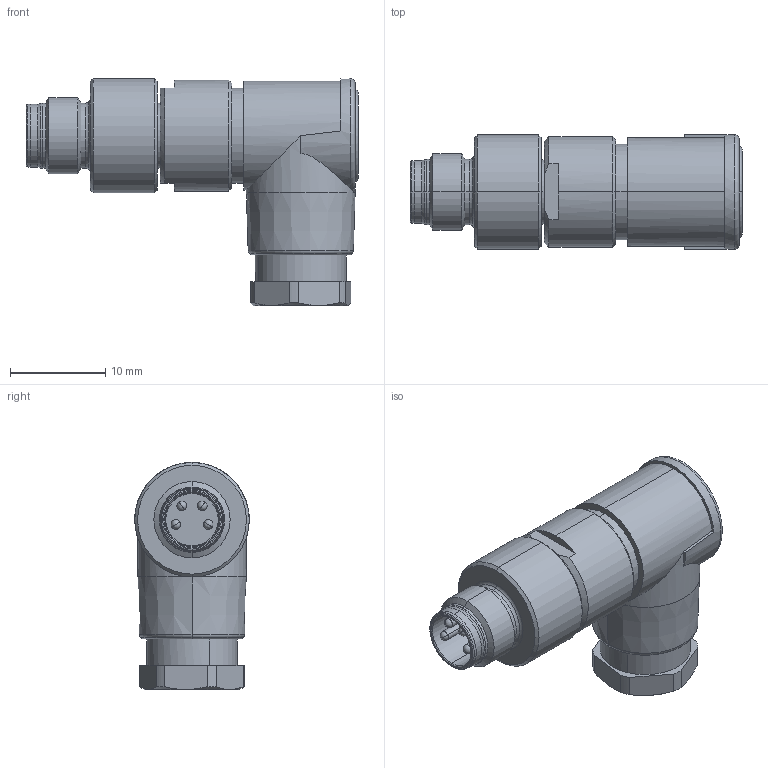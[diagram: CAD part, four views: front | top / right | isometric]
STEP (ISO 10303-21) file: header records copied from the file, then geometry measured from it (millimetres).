
FILE_DESCRIPTION((''),'2;1');
FILE_NAME('DM_CAD-2049','2014-12-03T',('Creinig-se'),(''),'PRO/ENGINEER BY PARAMETRIC TECHNOLOGY CORPORATION, 2013050','PRO/ENGINEER BY PARAMETRIC TECHNOLOGY CORPORATION, 2013050','');
FILE_SCHEMA(('CONFIG_CONTROL_DESIGN'));
Length unit declared in the file: millimetre
Products named in the file (1): DM_CAD-2049
Bounding box: 34.8 x 12 x 23.8 mm (x, y, z)
Volume: 4241.1 mm3; surface area: 2188.8 mm2
Topology: 1 solids, 1 shells, 134 faces, 311 edges, 185 vertices
Faces by surface type: cylinder 43, plane 30, cone 26, torus 25, sphere 8, bspline 2
Entity records: 5406 total; most frequent: CARTESIAN_POINT 943, DIRECTION 725, ORIENTED_EDGE 602, PRESENTATION_STYLE_ASSIGNMENT 334, AXIS2_PLACEMENT_3D 320, STYLED_ITEM 302, CURVE_STYLE 301, EDGE_CURVE 301
